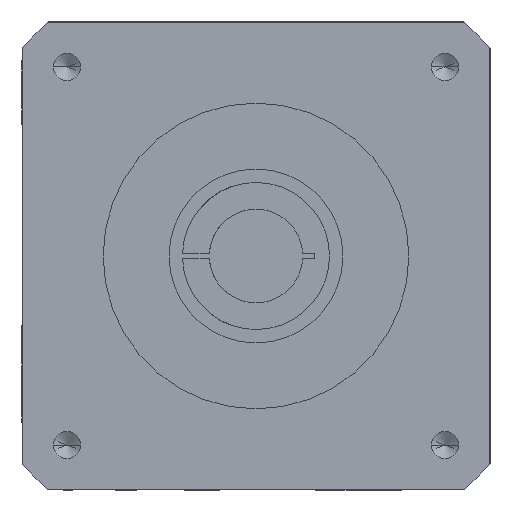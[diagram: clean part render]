
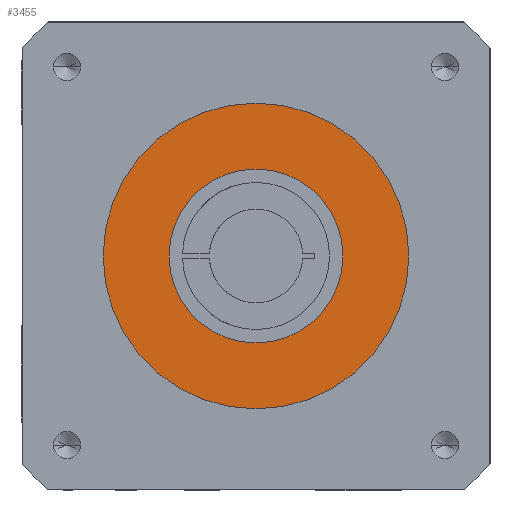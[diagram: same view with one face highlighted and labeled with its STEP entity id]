
A CAD part, front view. The second image highlights one B-rep face of the part: STEP entity #3455.
In plain terms, the highlighted face is planar.
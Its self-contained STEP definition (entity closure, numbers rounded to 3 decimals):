
#235 = EDGE_CURVE ( 'NONE', #2505, #3067, #3378, .T. ) ;
#261 = CARTESIAN_POINT ( 'NONE',  ( 0., 70., 0. ) ) ;
#286 = CARTESIAN_POINT ( 'NONE',  ( 0., 70., 0. ) ) ;
#320 = FACE_BOUND ( 'NONE', #766, .T. ) ;
#328 = DIRECTION ( 'NONE',  ( 0., 0., 1. ) ) ;
#392 = VERTEX_POINT ( 'NONE', #1157 ) ;
#403 = AXIS2_PLACEMENT_3D ( 'NONE', #261, #3936, #1958 ) ;
#679 = DIRECTION ( 'NONE',  ( 0., 0., 1. ) ) ;
#690 = AXIS2_PLACEMENT_3D ( 'NONE', #3418, #2673, #2658 ) ;
#766 = EDGE_LOOP ( 'NONE', ( #2756, #3367 ) ) ;
#912 = ORIENTED_EDGE ( 'NONE', *, *, #1161, .T. ) ;
#1114 = DIRECTION ( 'NONE',  ( 0., 1., 0. ) ) ;
#1157 = CARTESIAN_POINT ( 'NONE',  ( 0., 70., 57.15 ) ) ;
#1161 = EDGE_CURVE ( 'NONE', #4118, #392, #2957, .T. ) ;
#1164 = PLANE ( 'NONE',  #403 ) ;
#1768 = EDGE_CURVE ( 'NONE', #392, #4118, #4766, .T. ) ;
#1847 = AXIS2_PLACEMENT_3D ( 'NONE', #5016, #4643, #328 ) ;
#1853 = FACE_OUTER_BOUND ( 'NONE', #2947, .T. ) ;
#1958 = DIRECTION ( 'NONE',  ( 0., 0., 1. ) ) ;
#1971 = AXIS2_PLACEMENT_3D ( 'NONE', #286, #3058, #679 ) ;
#2110 = CARTESIAN_POINT ( 'NONE',  ( 0., 70., -32.5 ) ) ;
#2269 = CARTESIAN_POINT ( 'NONE',  ( 0., 70., 0. ) ) ;
#2447 = CARTESIAN_POINT ( 'NONE',  ( 0., 70., 32.5 ) ) ;
#2505 = VERTEX_POINT ( 'NONE', #2447 ) ;
#2658 = DIRECTION ( 'NONE',  ( 0., 0., 1. ) ) ;
#2673 = DIRECTION ( 'NONE',  ( 0., 1., 0. ) ) ;
#2685 = ORIENTED_EDGE ( 'NONE', *, *, #1768, .T. ) ;
#2708 = DIRECTION ( 'NONE',  ( 0., 0., 1. ) ) ;
#2756 = ORIENTED_EDGE ( 'NONE', *, *, #235, .F. ) ;
#2927 = EDGE_CURVE ( 'NONE', #3067, #2505, #4267, .T. ) ;
#2947 = EDGE_LOOP ( 'NONE', ( #2685, #912 ) ) ;
#2957 = CIRCLE ( 'NONE', #1971, 57.15 ) ;
#3058 = DIRECTION ( 'NONE',  ( 0., 1., 0. ) ) ;
#3067 = VERTEX_POINT ( 'NONE', #2110 ) ;
#3367 = ORIENTED_EDGE ( 'NONE', *, *, #2927, .F. ) ;
#3378 = CIRCLE ( 'NONE', #690, 32.5 ) ;
#3418 = CARTESIAN_POINT ( 'NONE',  ( 0., 70., 0. ) ) ;
#3455 = ADVANCED_FACE ( 'NONE', ( #320, #1853 ), #1164, .T. ) ;
#3936 = DIRECTION ( 'NONE',  ( 0., 1., 0. ) ) ;
#4118 = VERTEX_POINT ( 'NONE', #5096 ) ;
#4196 = AXIS2_PLACEMENT_3D ( 'NONE', #2269, #1114, #2708 ) ;
#4267 = CIRCLE ( 'NONE', #4196, 32.5 ) ;
#4643 = DIRECTION ( 'NONE',  ( 0., 1., 0. ) ) ;
#4766 = CIRCLE ( 'NONE', #1847, 57.15 ) ;
#5016 = CARTESIAN_POINT ( 'NONE',  ( 0., 70., 0. ) ) ;
#5096 = CARTESIAN_POINT ( 'NONE',  ( 0., 70., -57.15 ) ) ;
